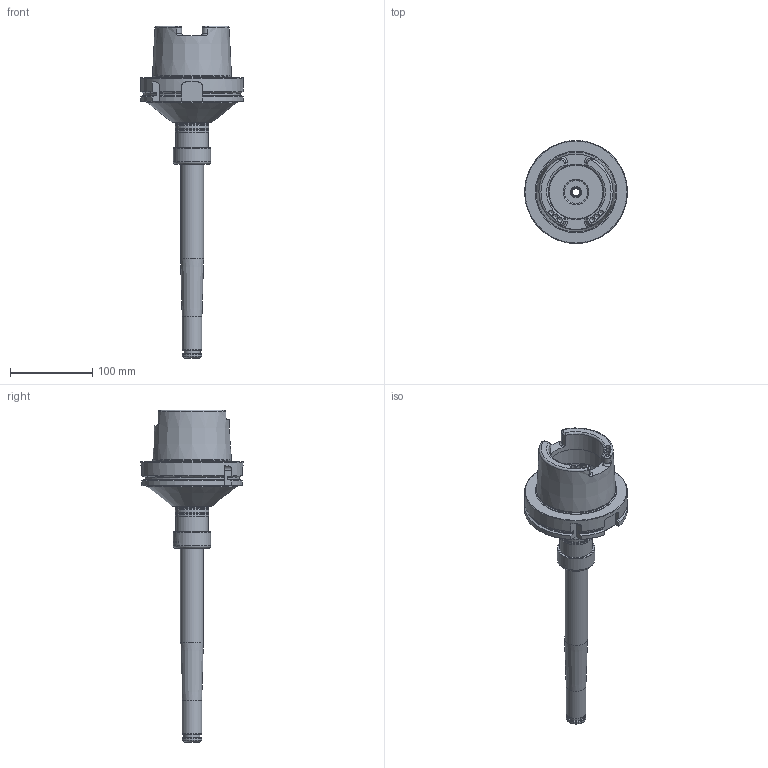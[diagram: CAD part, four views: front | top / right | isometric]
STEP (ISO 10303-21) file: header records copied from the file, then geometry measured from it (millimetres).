
FILE_DESCRIPTION(/* description */ (''),/* implementation_level */ '2;1');
FILE_NAME(/* name */ '889573170.stp',/* time_stamp */ '2023-03-15T12:30:59',/* author */ ('Ratnasingam Jekanthan'),/* organization */ ('REGO-FIX'),/* preprocessor_version */ ' Unknown',/* originating_system */ 'SIEMENS PLM Software Solid Edge ST10',/* authorization */ 'Unknown');
FILE_SCHEMA (('AUTOMOTIVE_DESIGN { 1 0 10303 214 2 1 1}'));
Length unit declared in the file: millimetre
Products named in the file (1): NOCUT
Bounding box: 125 x 125 x 403.5 mm (x, y, z)
Volume: 708206.2 mm3; surface area: 127895.3 mm2
Topology: 1 solids, 1 shells, 218 faces, 539 edges, 337 vertices
Faces by surface type: cylinder 62, cone 58, plane 57, torus 41
Full cylindrical faces by diameter (mm): 6 x6, 8.9 x1, 9 x1, 10 x2, 13 x1, 14 x1, 15 x1, 19.5 x1, 23.8 x1, 24 x2, 24.7 x1, 25 x1, 28 x1, 28.376 x1, 29 x1, 31 x1, 33 x1, 34 x1, 38.376 x1, 40 x1, 40.05 x1, 40.5 x4, 43.3 x1, 45.65 x1, 67 x2, 80 x1, 95.509 x1, 109.4 x1, 125 x1
Entity records: 7287 total; most frequent: CARTESIAN_POINT 1279, DIRECTION 954, ORIENTED_EDGE 762, AXIS2_PLACEMENT_3D 428, EDGE_CURVE 381, FACE_BOUND 357, EDGE_LOOP 351, VERTEX_POINT 298
